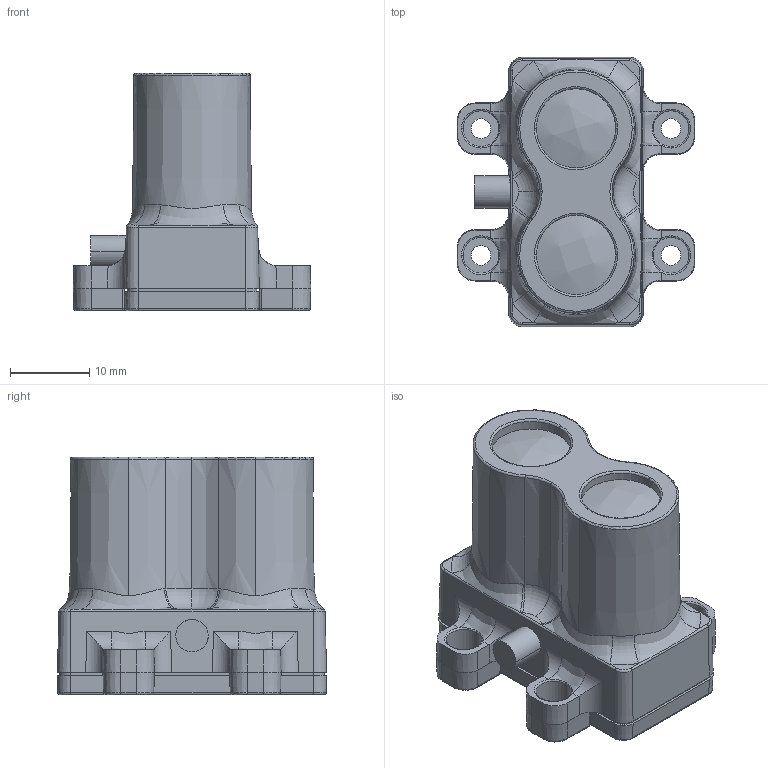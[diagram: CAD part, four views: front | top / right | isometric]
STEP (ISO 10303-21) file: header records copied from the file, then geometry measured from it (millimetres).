
FILE_DESCRIPTION (( 'STEP AP203' ), '1' );
FILE_NAME ('LPAxxÍâÐÎ3DÍ¼_300.STEP', '2021-05-20T08:49:24', ( '' ), ( '' ), 'SwSTEP 2.0', 'SolidWorks 2017', '' );
FILE_SCHEMA (( 'CONFIG_CONTROL_DESIGN' ));
Length unit declared in the file: millimetre
Products named in the file (1): LPAxx俋倛3D芞_300
Bounding box: 30 x 34 x 30 mm (x, y, z)
Volume: 12762.2 mm3; surface area: 6805.5 mm2
Topology: 1 solids, 7 shells, 572 faces, 1430 edges, 878 vertices
Faces by surface type: plane 168, cylinder 156, torus 88, bspline 72, cone 65, sphere 23
Entity records: 23905 total; most frequent: CARTESIAN_POINT 10949, ORIENTED_EDGE 2842, DIRECTION 2574, EDGE_CURVE 1421, AXIS2_PLACEMENT_3D 990, VERTEX_POINT 876, EDGE_LOOP 601, VECTOR 594
